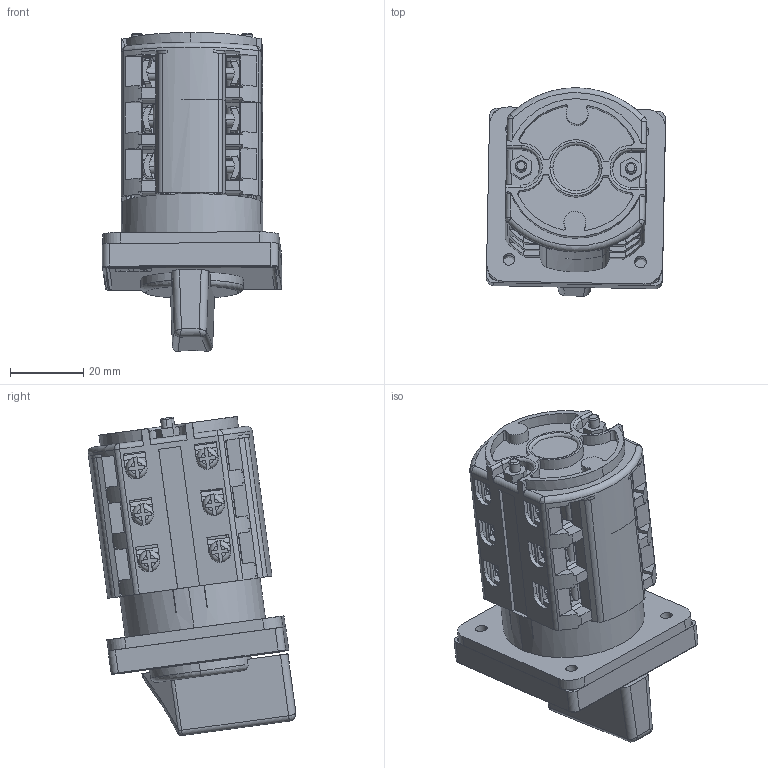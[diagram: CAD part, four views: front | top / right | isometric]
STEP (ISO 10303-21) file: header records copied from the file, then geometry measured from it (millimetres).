
FILE_DESCRIPTION((''),'2;1');
FILE_NAME('FGGGGGGGGGG_ASM','2021-10-01T',('marketing.praksa'),('Audax d.o.o.'),'CREO PARAMETRIC BY PTC INC, 2017480','CREO PARAMETRIC BY PTC INC, 2017480','');
FILE_SCHEMA(('AUTOMOTIVE_DESIGN { 1 0 10303 214 1 1 1 1 }'));
Products named in the file (34): PRT9564_1_1_2_3_1_1_1; PRT9564_1_1_2_3_2_1_1; PRT9564_1_1_2_3_ASM_1_1_ASM; VIJAK1_ASM_1_1_2_ASM_1_1_ASM; E_1_1_1_1_1_1_2_3_4_1_1; BAK_ASM_1_1_2_ASM_1_1_ASM; PRT9558_1_1_1_1_1_1_2_3_4_1_1; COPPER-SP-HAL_ASM_1_1_2_ASM_1_1_ASM; 3P-BOTTOM_1_1; SREDINA_1_1_2_3_4_5_1; SREDINA_1_1_2_3_4_5_2; SREDINA_1_1_2_3_4_5_3; SREDINA_1_1_2_3_4_5_ASM; BELI-POKROV-BREZ-LOGO_1_1_2_3; PRT9563_1_1_2_3_4_5_6_7_8_1; PRT9563_1_1_2_3_4_5_6_7_8_2; PRT9563_1_1_2_3_4_5_6_7_8_3; PRT9563_1_1_2_3_4_5_6_7_8_ASM; SWITCH-PRT_1_1_1_1_1_1_2_3; CRN-OKVIR_1_1_2_3; FRONT_ASM_1_1_2_3_ASM; PRT9564_1_1_1_1_2_3_4_5_6; PRT9564_1_2_1_1_2_3_4; PRT9564_1_ASM_1_1_2_3_4_ASM; VIJAK1_ASM_1_ASM_1_1_2_3_ASM; E_1_1_1_1_1_1_2_1_1_2_3_4; BAK_ASM_1_ASM_1_1_2_3_ASM; AA_ASM_1_1_2_3_ASM; PRT9558_1_1_1_1_1_1_2_1_1_2_3_4; COPPER-SP-HAL_ASM_1_ASM_1_1_2_3_ASM; PRT9567_1_1_2_3_1; PRT9567_1_1_2_3_2; PRT9567_1_1_2_3_ASM; FGGGGGGGGGG_ASM
Assembly tree (49 placements, depth 4):
  FGGGGGGGGGG_ASM
    VIJAK1_ASM_1_1_2_ASM_1_1_ASM  x2
      PRT9564_1_1_2_3_ASM_1_1_ASM
        PRT9564_1_1_2_3_1_1_1
        PRT9564_1_1_2_3_2_1_1
    BAK_ASM_1_1_2_ASM_1_1_ASM  x4
      E_1_1_1_1_1_1_2_3_4_1_1
    COPPER-SP-HAL_ASM_1_1_2_ASM_1_1_ASM  x2
      PRT9558_1_1_1_1_1_1_2_3_4_1_1
    3P-BOTTOM_1_1
    SREDINA_1_1_2_3_4_5_ASM
      SREDINA_1_1_2_3_4_5_1
      SREDINA_1_1_2_3_4_5_2
      SREDINA_1_1_2_3_4_5_3
    FRONT_ASM_1_1_2_3_ASM
      BELI-POKROV-BREZ-LOGO_1_1_2_3
      PRT9563_1_1_2_3_4_5_6_7_8_ASM
        PRT9563_1_1_2_3_4_5_6_7_8_1
        PRT9563_1_1_2_3_4_5_6_7_8_2
        PRT9563_1_1_2_3_4_5_6_7_8_3
      SWITCH-PRT_1_1_1_1_1_1_2_3
      CRN-OKVIR_1_1_2_3
    VIJAK1_ASM_1_ASM_1_1_2_3_ASM  x2
      PRT9564_1_ASM_1_1_2_3_4_ASM
        PRT9564_1_1_1_1_2_3_4_5_6
        PRT9564_1_2_1_1_2_3_4
    AA_ASM_1_1_2_3_ASM  x2
      BAK_ASM_1_ASM_1_1_2_3_ASM
        E_1_1_1_1_1_1_2_1_1_2_3_4
    COPPER-SP-HAL_ASM_1_ASM_1_1_2_3_ASM  x2
      PRT9558_1_1_1_1_1_1_2_1_1_2_3_4
    PRT9567_1_1_2_3_ASM  x2
      PRT9567_1_1_2_3_1
      PRT9567_1_1_2_3_2
Bounding box: 49.01 x 56.85 x 87.26 mm (x, y, z)
Volume: 68138.5 mm3; surface area: 61822.5 mm2
Topology: 50 solids, 50 shells, 3258 faces, 9775 edges, 6505 vertices
Faces by surface type: plane 2109, cylinder 950, torus 102, cone 38, bspline 32, sphere 27
Entity records: 139378 total; most frequent: CARTESIAN_POINT 20406, ORIENTED_EDGE 16560, DIRECTION 15823, PRESENTATION_STYLE_ASSIGNMENT 10533, STYLED_ITEM 10533, CURVE_STYLE 8280, EDGE_CURVE 8280, VECTOR 5631
